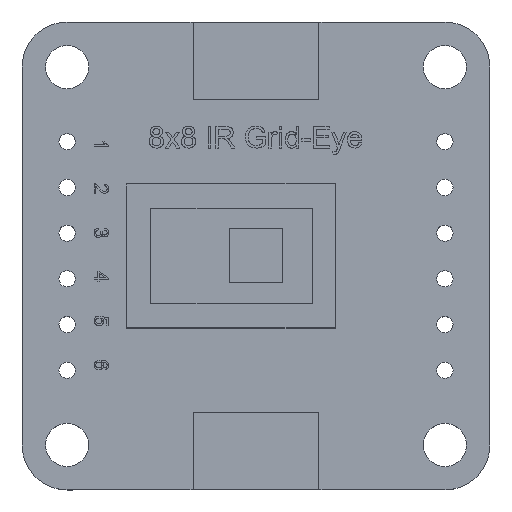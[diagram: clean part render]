
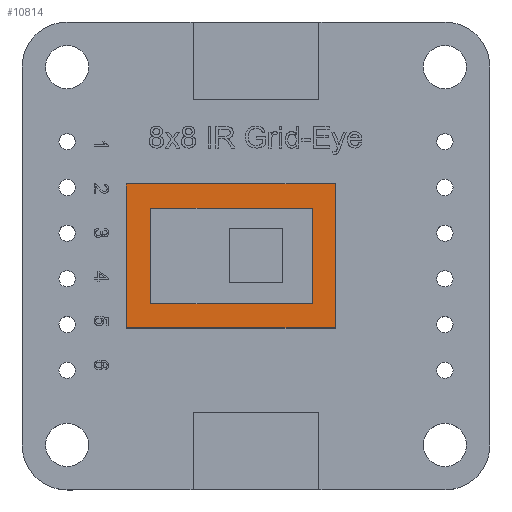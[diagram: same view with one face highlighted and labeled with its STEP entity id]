
A CAD part, top view. The second image highlights one B-rep face of the part: STEP entity #10814.
In plain terms, the highlighted planar face has unit normal (0, 0, 1).
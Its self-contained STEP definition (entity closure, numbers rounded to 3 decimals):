
#5937 = VERTEX_POINT('',#5938);
#5938 = CARTESIAN_POINT('',(5.8,9.,3.65));
#5944 = EDGE_CURVE('',#5937,#5945,#5947,.T.);
#5945 = VERTEX_POINT('',#5946);
#5946 = CARTESIAN_POINT('',(5.8,17.,3.65));
#5947 = LINE('',#5948,#5949);
#5948 = CARTESIAN_POINT('',(5.8,9.,3.65));
#5949 = VECTOR('',#5950,1.);
#5950 = DIRECTION('',(0.,1.,0.));
#5968 = VERTEX_POINT('',#5969);
#5969 = CARTESIAN_POINT('',(17.4,9.,3.65));
#5975 = EDGE_CURVE('',#5968,#5937,#5976,.T.);
#5976 = LINE('',#5977,#5978);
#5977 = CARTESIAN_POINT('',(17.4,9.,3.65));
#5978 = VECTOR('',#5979,1.);
#5979 = DIRECTION('',(-1.,0.,0.));
#5992 = EDGE_CURVE('',#5945,#5993,#5995,.T.);
#5993 = VERTEX_POINT('',#5994);
#5994 = CARTESIAN_POINT('',(17.4,17.,3.65));
#5995 = LINE('',#5996,#5997);
#5996 = CARTESIAN_POINT('',(5.8,17.,3.65));
#5997 = VECTOR('',#5998,1.);
#5998 = DIRECTION('',(1.,0.,0.));
#6016 = EDGE_CURVE('',#5993,#5968,#6017,.T.);
#6017 = LINE('',#6018,#6019);
#6018 = CARTESIAN_POINT('',(17.4,17.,3.65));
#6019 = VECTOR('',#6020,1.);
#6020 = DIRECTION('',(0.,-1.,0.));
#10814 = ADVANCED_FACE('',(#10815,#10821),#10855,.F.);
#10815 = FACE_BOUND('',#10816,.F.);
#10816 = EDGE_LOOP('',(#10817,#10818,#10819,#10820));
#10817 = ORIENTED_EDGE('',*,*,#5992,.T.);
#10818 = ORIENTED_EDGE('',*,*,#6016,.T.);
#10819 = ORIENTED_EDGE('',*,*,#5975,.T.);
#10820 = ORIENTED_EDGE('',*,*,#5944,.T.);
#10821 = FACE_BOUND('',#10822,.F.);
#10822 = EDGE_LOOP('',(#10823,#10833,#10841,#10849));
#10823 = ORIENTED_EDGE('',*,*,#10824,.F.);
#10824 = EDGE_CURVE('',#10825,#10827,#10829,.T.);
#10825 = VERTEX_POINT('',#10826);
#10826 = CARTESIAN_POINT('',(7.15,15.65,3.65));
#10827 = VERTEX_POINT('',#10828);
#10828 = CARTESIAN_POINT('',(16.15,15.65,3.65));
#10829 = LINE('',#10830,#10831);
#10830 = CARTESIAN_POINT('',(7.15,15.65,3.65));
#10831 = VECTOR('',#10832,1.);
#10832 = DIRECTION('',(1.,0.,0.));
#10833 = ORIENTED_EDGE('',*,*,#10834,.F.);
#10834 = EDGE_CURVE('',#10835,#10825,#10837,.T.);
#10835 = VERTEX_POINT('',#10836);
#10836 = CARTESIAN_POINT('',(7.15,10.35,3.65));
#10837 = LINE('',#10838,#10839);
#10838 = CARTESIAN_POINT('',(7.15,10.35,3.65));
#10839 = VECTOR('',#10840,1.);
#10840 = DIRECTION('',(0.,1.,0.));
#10841 = ORIENTED_EDGE('',*,*,#10842,.F.);
#10842 = EDGE_CURVE('',#10843,#10835,#10845,.T.);
#10843 = VERTEX_POINT('',#10844);
#10844 = CARTESIAN_POINT('',(16.15,10.35,3.65));
#10845 = LINE('',#10846,#10847);
#10846 = CARTESIAN_POINT('',(16.15,10.35,3.65));
#10847 = VECTOR('',#10848,1.);
#10848 = DIRECTION('',(-1.,0.,0.));
#10849 = ORIENTED_EDGE('',*,*,#10850,.F.);
#10850 = EDGE_CURVE('',#10827,#10843,#10851,.T.);
#10851 = LINE('',#10852,#10853);
#10852 = CARTESIAN_POINT('',(16.15,15.65,3.65));
#10853 = VECTOR('',#10854,1.);
#10854 = DIRECTION('',(0.,-1.,0.));
#10855 = PLANE('',#10856);
#10856 = AXIS2_PLACEMENT_3D('',#10857,#10858,#10859);
#10857 = CARTESIAN_POINT('',(11.6,13.,3.65));
#10858 = DIRECTION('',(-0.,-0.,-1.));
#10859 = DIRECTION('',(-1.,0.,0.));
